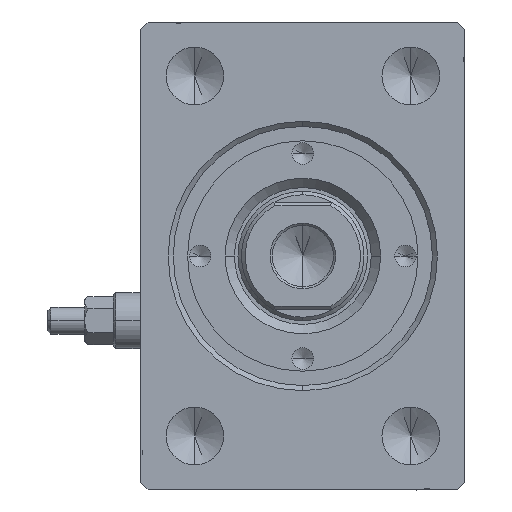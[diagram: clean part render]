
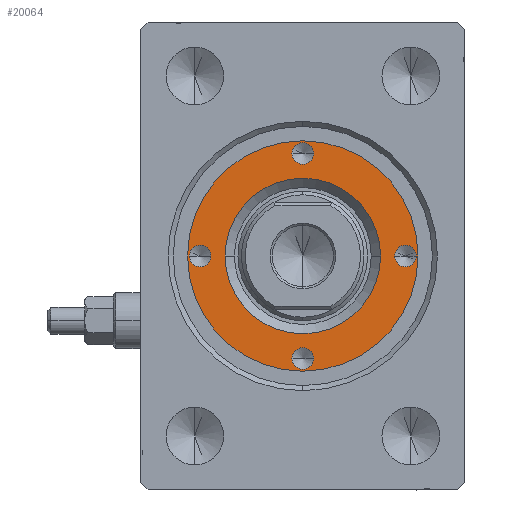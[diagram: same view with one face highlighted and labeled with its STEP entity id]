
A CAD part, left-side view. The second image highlights one B-rep face of the part: STEP entity #20064.
In plain terms, the highlighted face is planar.
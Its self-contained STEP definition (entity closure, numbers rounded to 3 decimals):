
#3 = FACE_OUTER_BOUND ( 'NONE', #21918, .T. ) ;
#81 = VERTEX_POINT ( 'NONE', #18021 ) ;
#223 = FACE_BOUND ( 'NONE', #23867, .T. ) ;
#1216 = EDGE_CURVE ( 'NONE', #18038, #21989, #42231, .T. ) ;
#1416 = CIRCLE ( 'NONE', #24021, 1.5 ) ;
#1629 = EDGE_CURVE ( 'NONE', #40670, #21505, #1416, .T. ) ;
#2136 = AXIS2_PLACEMENT_3D ( 'NONE', #21635, #15233, #32609 ) ;
#2616 = EDGE_CURVE ( 'NONE', #33457, #15043, #10195, .T. ) ;
#4202 = VERTEX_POINT ( 'NONE', #32074 ) ;
#4444 = AXIS2_PLACEMENT_3D ( 'NONE', #40869, #13239, #23961 ) ;
#5346 = CARTESIAN_POINT ( 'NONE',  ( -16., 0., 7. ) ) ;
#5727 = DIRECTION ( 'NONE',  ( 0., 0., 1. ) ) ;
#7265 = EDGE_CURVE ( 'NONE', #38037, #4202, #8747, .T. ) ;
#7897 = CARTESIAN_POINT ( 'NONE',  ( -1.5, 14.25, 7. ) ) ;
#8747 = CIRCLE ( 'NONE', #15302, 1.5 ) ;
#9207 = CARTESIAN_POINT ( 'NONE',  ( 0., 0., 7. ) ) ;
#9300 = ORIENTED_EDGE ( 'NONE', *, *, #1216, .F. ) ;
#10195 = CIRCLE ( 'NONE', #17482, 16. ) ;
#10209 = CARTESIAN_POINT ( 'NONE',  ( -12.75, 0., 7. ) ) ;
#10973 = ORIENTED_EDGE ( 'NONE', *, *, #2616, .T. ) ;
#11090 = CIRCLE ( 'NONE', #28600, 1.5 ) ;
#11317 = DIRECTION ( 'NONE',  ( 1., 0., 0. ) ) ;
#11882 = EDGE_CURVE ( 'NONE', #21505, #40670, #17641, .T. ) ;
#12566 = EDGE_CURVE ( 'NONE', #30866, #81, #41709, .T. ) ;
#12856 = DIRECTION ( 'NONE',  ( 0., 0., 1. ) ) ;
#13239 = DIRECTION ( 'NONE',  ( 0., 0., 1. ) ) ;
#13442 = DIRECTION ( 'NONE',  ( 0., 0., -1. ) ) ;
#14161 = CARTESIAN_POINT ( 'NONE',  ( 0., 0., 7. ) ) ;
#15043 = VERTEX_POINT ( 'NONE', #5346 ) ;
#15233 = DIRECTION ( 'NONE',  ( 0., 0., 1. ) ) ;
#15302 = AXIS2_PLACEMENT_3D ( 'NONE', #41521, #23497, #37433 ) ;
#15884 = EDGE_LOOP ( 'NONE', ( #20554, #36902 ) ) ;
#16365 = DIRECTION ( 'NONE',  ( 1., 0., 0. ) ) ;
#16814 = EDGE_LOOP ( 'NONE', ( #39019, #9300 ) ) ;
#17115 = EDGE_LOOP ( 'NONE', ( #30603, #20621 ) ) ;
#17482 = AXIS2_PLACEMENT_3D ( 'NONE', #26518, #5727, #29940 ) ;
#17641 = CIRCLE ( 'NONE', #19083, 1.5 ) ;
#18021 = CARTESIAN_POINT ( 'NONE',  ( -10.8, 0., 7. ) ) ;
#18038 = VERTEX_POINT ( 'NONE', #7897 ) ;
#18138 = CARTESIAN_POINT ( 'NONE',  ( 14.25, 0., 7. ) ) ;
#19083 = AXIS2_PLACEMENT_3D ( 'NONE', #27050, #30486, #37330 ) ;
#19121 = AXIS2_PLACEMENT_3D ( 'NONE', #31884, #38291, #28009 ) ;
#20002 = AXIS2_PLACEMENT_3D ( 'NONE', #30529, #33741, #16365 ) ;
#20064 = ADVANCED_FACE ( 'NONE', ( #25332, #35169, #42461, #223, #28098, #3 ), #24877, .T. ) ;
#20074 = CARTESIAN_POINT ( 'NONE',  ( 0., 0., 7. ) ) ;
#20554 = ORIENTED_EDGE ( 'NONE', *, *, #12566, .T. ) ;
#20621 = ORIENTED_EDGE ( 'NONE', *, *, #11882, .F. ) ;
#21505 = VERTEX_POINT ( 'NONE', #36575 ) ;
#21635 = CARTESIAN_POINT ( 'NONE',  ( 0., 14.25, 7. ) ) ;
#21730 = CIRCLE ( 'NONE', #23211, 16. ) ;
#21918 = EDGE_LOOP ( 'NONE', ( #28428, #10973 ) ) ;
#21952 = CIRCLE ( 'NONE', #4444, 1.5 ) ;
#21989 = VERTEX_POINT ( 'NONE', #24830 ) ;
#22203 = EDGE_CURVE ( 'NONE', #21989, #18038, #40414, .T. ) ;
#22258 = DIRECTION ( 'NONE',  ( 1., 0., 0. ) ) ;
#23129 = DIRECTION ( 'NONE',  ( 1., 0., 0. ) ) ;
#23211 = AXIS2_PLACEMENT_3D ( 'NONE', #9207, #12856, #23129 ) ;
#23497 = DIRECTION ( 'NONE',  ( 0., 0., 1. ) ) ;
#23867 = EDGE_LOOP ( 'NONE', ( #29464, #28407 ) ) ;
#23942 = DIRECTION ( 'NONE',  ( 1., 0., 0. ) ) ;
#23961 = DIRECTION ( 'NONE',  ( 1., 0., 0. ) ) ;
#24021 = AXIS2_PLACEMENT_3D ( 'NONE', #18138, #33241, #22258 ) ;
#24343 = AXIS2_PLACEMENT_3D ( 'NONE', #20074, #13442, #23942 ) ;
#24830 = CARTESIAN_POINT ( 'NONE',  ( 1.5, 14.25, 7. ) ) ;
#24877 = PLANE ( 'NONE',  #44860 ) ;
#25332 = FACE_BOUND ( 'NONE', #34309, .T. ) ;
#25519 = DIRECTION ( 'NONE',  ( 1., 0., 0. ) ) ;
#25794 = CARTESIAN_POINT ( 'NONE',  ( 16., 0., 7. ) ) ;
#26518 = CARTESIAN_POINT ( 'NONE',  ( 0., 0., 7. ) ) ;
#27050 = CARTESIAN_POINT ( 'NONE',  ( 14.25, 0., 7. ) ) ;
#28009 = DIRECTION ( 'NONE',  ( 1., 0., 0. ) ) ;
#28098 = FACE_BOUND ( 'NONE', #15884, .T. ) ;
#28407 = ORIENTED_EDGE ( 'NONE', *, *, #38834, .F. ) ;
#28428 = ORIENTED_EDGE ( 'NONE', *, *, #29664, .T. ) ;
#28561 = AXIS2_PLACEMENT_3D ( 'NONE', #44534, #34479, #11317 ) ;
#28600 = AXIS2_PLACEMENT_3D ( 'NONE', #36479, #32619, #25519 ) ;
#28775 = CARTESIAN_POINT ( 'NONE',  ( -1.5, -14.25, 7. ) ) ;
#29464 = ORIENTED_EDGE ( 'NONE', *, *, #35033, .F. ) ;
#29650 = CARTESIAN_POINT ( 'NONE',  ( 1.5, -14.25, 7. ) ) ;
#29664 = EDGE_CURVE ( 'NONE', #15043, #33457, #21730, .T. ) ;
#29940 = DIRECTION ( 'NONE',  ( 1., 0., 0. ) ) ;
#30486 = DIRECTION ( 'NONE',  ( 0., 0., 1. ) ) ;
#30529 = CARTESIAN_POINT ( 'NONE',  ( 0., 14.25, 7. ) ) ;
#30603 = ORIENTED_EDGE ( 'NONE', *, *, #1629, .F. ) ;
#30866 = VERTEX_POINT ( 'NONE', #37939 ) ;
#31884 = CARTESIAN_POINT ( 'NONE',  ( -14.25, 0., 7. ) ) ;
#32074 = CARTESIAN_POINT ( 'NONE',  ( -15.75, 0., 7. ) ) ;
#32609 = DIRECTION ( 'NONE',  ( 1., 0., 0. ) ) ;
#32619 = DIRECTION ( 'NONE',  ( 0., 0., 1. ) ) ;
#33241 = DIRECTION ( 'NONE',  ( 0., 0., 1. ) ) ;
#33457 = VERTEX_POINT ( 'NONE', #25794 ) ;
#33741 = DIRECTION ( 'NONE',  ( 0., 0., 1. ) ) ;
#33943 = VERTEX_POINT ( 'NONE', #28775 ) ;
#34309 = EDGE_LOOP ( 'NONE', ( #34530, #38399 ) ) ;
#34479 = DIRECTION ( 'NONE',  ( 0., 0., -1. ) ) ;
#34530 = ORIENTED_EDGE ( 'NONE', *, *, #7265, .F. ) ;
#34950 = DIRECTION ( 'NONE',  ( 1., 0., 0. ) ) ;
#35033 = EDGE_CURVE ( 'NONE', #36168, #33943, #21952, .T. ) ;
#35169 = FACE_BOUND ( 'NONE', #16814, .T. ) ;
#36168 = VERTEX_POINT ( 'NONE', #29650 ) ;
#36479 = CARTESIAN_POINT ( 'NONE',  ( 0., -14.25, 7. ) ) ;
#36575 = CARTESIAN_POINT ( 'NONE',  ( 12.75, 0., 7. ) ) ;
#36902 = ORIENTED_EDGE ( 'NONE', *, *, #42147, .T. ) ;
#37253 = EDGE_CURVE ( 'NONE', #4202, #38037, #41003, .T. ) ;
#37330 = DIRECTION ( 'NONE',  ( 1., 0., 0. ) ) ;
#37433 = DIRECTION ( 'NONE',  ( 1., 0., 0. ) ) ;
#37939 = CARTESIAN_POINT ( 'NONE',  ( 10.8, 0., 7. ) ) ;
#38037 = VERTEX_POINT ( 'NONE', #10209 ) ;
#38291 = DIRECTION ( 'NONE',  ( 0., 0., 1. ) ) ;
#38399 = ORIENTED_EDGE ( 'NONE', *, *, #37253, .F. ) ;
#38834 = EDGE_CURVE ( 'NONE', #33943, #36168, #11090, .T. ) ;
#39019 = ORIENTED_EDGE ( 'NONE', *, *, #22203, .F. ) ;
#39139 = CARTESIAN_POINT ( 'NONE',  ( 15.75, 0., 7. ) ) ;
#40381 = CIRCLE ( 'NONE', #24343, 10.8 ) ;
#40414 = CIRCLE ( 'NONE', #20002, 1.5 ) ;
#40670 = VERTEX_POINT ( 'NONE', #39139 ) ;
#40869 = CARTESIAN_POINT ( 'NONE',  ( 0., -14.25, 7. ) ) ;
#41003 = CIRCLE ( 'NONE', #19121, 1.5 ) ;
#41521 = CARTESIAN_POINT ( 'NONE',  ( -14.25, 0., 7. ) ) ;
#41709 = CIRCLE ( 'NONE', #28561, 10.8 ) ;
#42021 = DIRECTION ( 'NONE',  ( 0., 0., 1. ) ) ;
#42147 = EDGE_CURVE ( 'NONE', #81, #30866, #40381, .T. ) ;
#42231 = CIRCLE ( 'NONE', #2136, 1.5 ) ;
#42461 = FACE_BOUND ( 'NONE', #17115, .T. ) ;
#44534 = CARTESIAN_POINT ( 'NONE',  ( 0., 0., 7. ) ) ;
#44860 = AXIS2_PLACEMENT_3D ( 'NONE', #14161, #42021, #34950 ) ;
